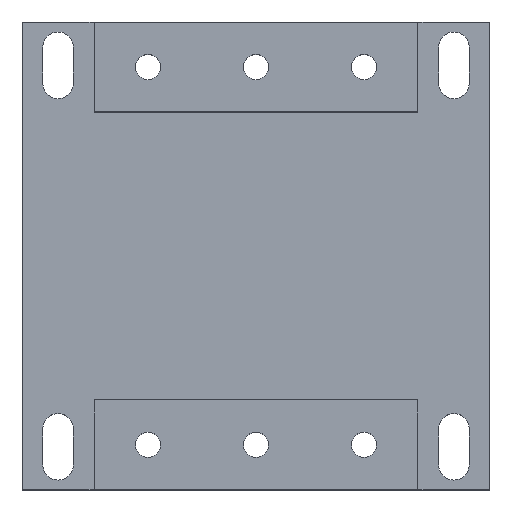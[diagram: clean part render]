
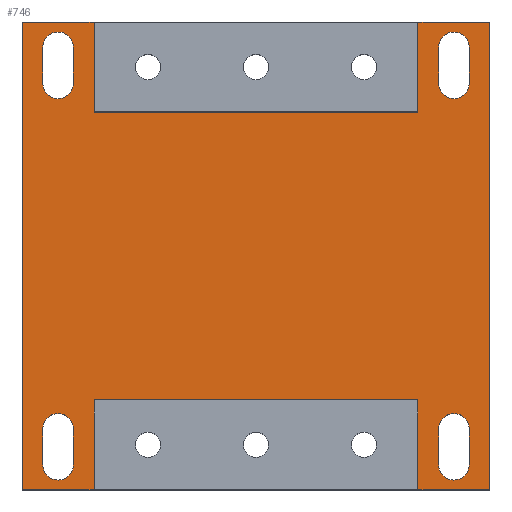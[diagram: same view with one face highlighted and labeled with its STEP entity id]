
A CAD part, top view. The second image highlights one B-rep face of the part: STEP entity #746.
In plain terms, the highlighted planar face has unit normal (0, 0, 1).
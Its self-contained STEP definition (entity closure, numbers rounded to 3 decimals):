
#15=FACE_BOUND('',#123,.T.);
#16=FACE_BOUND('',#124,.T.);
#17=FACE_BOUND('',#125,.T.);
#18=FACE_BOUND('',#126,.T.);
#36=CIRCLE('',#802,2.125);
#37=CIRCLE('',#805,2.125);
#38=CIRCLE('',#806,2.125);
#39=CIRCLE('',#807,2.125);
#40=CIRCLE('',#808,2.125);
#41=CIRCLE('',#809,2.125);
#42=CIRCLE('',#810,2.125);
#43=CIRCLE('',#811,2.125);
#86=FACE_OUTER_BOUND('',#122,.T.);
#122=EDGE_LOOP('',(#517,#518,#519,#520,#521,#522,#523,#524,#525,#526,#527,
#528));
#123=EDGE_LOOP('',(#529,#530,#531,#532));
#124=EDGE_LOOP('',(#533,#534,#535,#536));
#125=EDGE_LOOP('',(#537,#538,#539,#540));
#126=EDGE_LOOP('',(#541,#542,#543,#544));
#177=LINE('',#1093,#251);
#181=LINE('',#1105,#255);
#183=LINE('',#1110,#257);
#184=LINE('',#1112,#258);
#185=LINE('',#1114,#259);
#186=LINE('',#1116,#260);
#187=LINE('',#1118,#261);
#188=LINE('',#1120,#262);
#189=LINE('',#1122,#263);
#190=LINE('',#1124,#264);
#191=LINE('',#1126,#265);
#192=LINE('',#1128,#266);
#193=LINE('',#1130,#267);
#194=LINE('',#1131,#268);
#195=LINE('',#1135,#269);
#196=LINE('',#1139,#270);
#197=LINE('',#1143,#271);
#198=LINE('',#1147,#272);
#199=LINE('',#1151,#273);
#200=LINE('',#1155,#274);
#251=VECTOR('',#875,10.);
#255=VECTOR('',#887,10.);
#257=VECTOR('',#891,10.);
#258=VECTOR('',#892,10.);
#259=VECTOR('',#893,10.);
#260=VECTOR('',#894,10.);
#261=VECTOR('',#895,10.);
#262=VECTOR('',#896,10.);
#263=VECTOR('',#897,10.);
#264=VECTOR('',#898,10.);
#265=VECTOR('',#899,10.);
#266=VECTOR('',#900,10.);
#267=VECTOR('',#901,10.);
#268=VECTOR('',#902,10.);
#269=VECTOR('',#905,10.);
#270=VECTOR('',#908,10.);
#271=VECTOR('',#911,10.);
#272=VECTOR('',#914,10.);
#273=VECTOR('',#917,10.);
#274=VECTOR('',#920,10.);
#325=VERTEX_POINT('',#1090);
#326=VERTEX_POINT('',#1092);
#328=VERTEX_POINT('',#1098);
#330=VERTEX_POINT('',#1104);
#331=VERTEX_POINT('',#1108);
#332=VERTEX_POINT('',#1109);
#333=VERTEX_POINT('',#1111);
#334=VERTEX_POINT('',#1113);
#335=VERTEX_POINT('',#1115);
#336=VERTEX_POINT('',#1117);
#337=VERTEX_POINT('',#1119);
#338=VERTEX_POINT('',#1121);
#339=VERTEX_POINT('',#1123);
#340=VERTEX_POINT('',#1125);
#341=VERTEX_POINT('',#1127);
#342=VERTEX_POINT('',#1129);
#343=VERTEX_POINT('',#1133);
#344=VERTEX_POINT('',#1134);
#345=VERTEX_POINT('',#1136);
#346=VERTEX_POINT('',#1138);
#347=VERTEX_POINT('',#1141);
#348=VERTEX_POINT('',#1142);
#349=VERTEX_POINT('',#1144);
#350=VERTEX_POINT('',#1146);
#351=VERTEX_POINT('',#1149);
#352=VERTEX_POINT('',#1150);
#353=VERTEX_POINT('',#1152);
#354=VERTEX_POINT('',#1154);
#399=EDGE_CURVE('',#326,#325,#177,.T.);
#402=EDGE_CURVE('',#328,#326,#36,.T.);
#405=EDGE_CURVE('',#330,#328,#181,.T.);
#407=EDGE_CURVE('',#331,#332,#183,.T.);
#408=EDGE_CURVE('',#332,#333,#184,.T.);
#409=EDGE_CURVE('',#333,#334,#185,.T.);
#410=EDGE_CURVE('',#334,#335,#186,.T.);
#411=EDGE_CURVE('',#335,#336,#187,.T.);
#412=EDGE_CURVE('',#336,#337,#188,.T.);
#413=EDGE_CURVE('',#337,#338,#189,.T.);
#414=EDGE_CURVE('',#338,#339,#190,.T.);
#415=EDGE_CURVE('',#339,#340,#191,.T.);
#416=EDGE_CURVE('',#340,#341,#192,.T.);
#417=EDGE_CURVE('',#341,#342,#193,.T.);
#418=EDGE_CURVE('',#342,#331,#194,.T.);
#419=EDGE_CURVE('',#325,#330,#37,.T.);
#420=EDGE_CURVE('',#343,#344,#195,.T.);
#421=EDGE_CURVE('',#344,#345,#38,.T.);
#422=EDGE_CURVE('',#345,#346,#196,.T.);
#423=EDGE_CURVE('',#346,#343,#39,.T.);
#424=EDGE_CURVE('',#347,#348,#197,.T.);
#425=EDGE_CURVE('',#348,#349,#40,.T.);
#426=EDGE_CURVE('',#349,#350,#198,.T.);
#427=EDGE_CURVE('',#350,#347,#41,.T.);
#428=EDGE_CURVE('',#351,#352,#199,.T.);
#429=EDGE_CURVE('',#352,#353,#42,.T.);
#430=EDGE_CURVE('',#353,#354,#200,.T.);
#431=EDGE_CURVE('',#354,#351,#43,.T.);
#517=ORIENTED_EDGE('',*,*,#407,.T.);
#518=ORIENTED_EDGE('',*,*,#408,.T.);
#519=ORIENTED_EDGE('',*,*,#409,.T.);
#520=ORIENTED_EDGE('',*,*,#410,.T.);
#521=ORIENTED_EDGE('',*,*,#411,.T.);
#522=ORIENTED_EDGE('',*,*,#412,.T.);
#523=ORIENTED_EDGE('',*,*,#413,.T.);
#524=ORIENTED_EDGE('',*,*,#414,.T.);
#525=ORIENTED_EDGE('',*,*,#415,.T.);
#526=ORIENTED_EDGE('',*,*,#416,.T.);
#527=ORIENTED_EDGE('',*,*,#417,.T.);
#528=ORIENTED_EDGE('',*,*,#418,.T.);
#529=ORIENTED_EDGE('',*,*,#405,.T.);
#530=ORIENTED_EDGE('',*,*,#402,.T.);
#531=ORIENTED_EDGE('',*,*,#399,.T.);
#532=ORIENTED_EDGE('',*,*,#419,.T.);
#533=ORIENTED_EDGE('',*,*,#420,.T.);
#534=ORIENTED_EDGE('',*,*,#421,.T.);
#535=ORIENTED_EDGE('',*,*,#422,.T.);
#536=ORIENTED_EDGE('',*,*,#423,.T.);
#537=ORIENTED_EDGE('',*,*,#424,.T.);
#538=ORIENTED_EDGE('',*,*,#425,.T.);
#539=ORIENTED_EDGE('',*,*,#426,.T.);
#540=ORIENTED_EDGE('',*,*,#427,.T.);
#541=ORIENTED_EDGE('',*,*,#428,.T.);
#542=ORIENTED_EDGE('',*,*,#429,.T.);
#543=ORIENTED_EDGE('',*,*,#430,.T.);
#544=ORIENTED_EDGE('',*,*,#431,.T.);
#723=PLANE('',#804);
#746=ADVANCED_FACE('',(#86,#15,#16,#17,#18),#723,.T.);
#802=AXIS2_PLACEMENT_3D('',#1099,#881,#882);
#804=AXIS2_PLACEMENT_3D('',#1107,#889,#890);
#805=AXIS2_PLACEMENT_3D('',#1132,#903,#904);
#806=AXIS2_PLACEMENT_3D('',#1137,#906,#907);
#807=AXIS2_PLACEMENT_3D('',#1140,#909,#910);
#808=AXIS2_PLACEMENT_3D('',#1145,#912,#913);
#809=AXIS2_PLACEMENT_3D('',#1148,#915,#916);
#810=AXIS2_PLACEMENT_3D('',#1153,#918,#919);
#811=AXIS2_PLACEMENT_3D('',#1156,#921,#922);
#875=DIRECTION('',(0.,-1.,0.));
#881=DIRECTION('center_axis',(0.,0.,-1.));
#882=DIRECTION('ref_axis',(-1.,0.,0.));
#887=DIRECTION('',(0.,1.,0.));
#889=DIRECTION('center_axis',(0.,0.,1.));
#890=DIRECTION('ref_axis',(1.,0.,0.));
#891=DIRECTION('',(0.,-1.,0.));
#892=DIRECTION('',(-1.,0.,0.));
#893=DIRECTION('',(0.,1.,0.));
#894=DIRECTION('',(-1.,0.,0.));
#895=DIRECTION('',(0.,-1.,0.));
#896=DIRECTION('',(1.,0.,0.));
#897=DIRECTION('',(0.,1.,0.));
#898=DIRECTION('',(1.,0.,0.));
#899=DIRECTION('',(0.,-1.,0.));
#900=DIRECTION('',(1.,0.,0.));
#901=DIRECTION('',(0.,1.,0.));
#902=DIRECTION('',(-1.,0.,0.));
#903=DIRECTION('center_axis',(0.,0.,-1.));
#904=DIRECTION('ref_axis',(1.,0.,0.));
#905=DIRECTION('',(0.,1.,0.));
#906=DIRECTION('center_axis',(0.,0.,-1.));
#907=DIRECTION('ref_axis',(1.,0.,0.));
#908=DIRECTION('',(0.,-1.,0.));
#909=DIRECTION('center_axis',(0.,0.,-1.));
#910=DIRECTION('ref_axis',(1.,0.,0.));
#911=DIRECTION('',(0.,-1.,0.));
#912=DIRECTION('center_axis',(0.,0.,-1.));
#913=DIRECTION('ref_axis',(1.,0.,0.));
#914=DIRECTION('',(0.,1.,0.));
#915=DIRECTION('center_axis',(0.,0.,-1.));
#916=DIRECTION('ref_axis',(1.,0.,0.));
#917=DIRECTION('',(0.,1.,0.));
#918=DIRECTION('center_axis',(0.,0.,-1.));
#919=DIRECTION('ref_axis',(1.,0.,0.));
#920=DIRECTION('',(0.,-1.,0.));
#921=DIRECTION('center_axis',(0.,0.,-1.));
#922=DIRECTION('ref_axis',(-1.,0.,0.));
#1090=CARTESIAN_POINT('',(29.625,-29.,3.));
#1092=CARTESIAN_POINT('',(29.625,-24.,3.));
#1093=CARTESIAN_POINT('',(29.625,-12.,3.));
#1098=CARTESIAN_POINT('',(25.375,-24.,3.));
#1099=CARTESIAN_POINT('Origin',(27.5,-24.,3.));
#1104=CARTESIAN_POINT('',(25.375,-29.,3.));
#1105=CARTESIAN_POINT('',(25.375,-14.5,3.));
#1107=CARTESIAN_POINT('Origin',(0.,0.,3.));
#1108=CARTESIAN_POINT('',(22.5,32.5,3.));
#1109=CARTESIAN_POINT('',(22.5,20.,3.));
#1110=CARTESIAN_POINT('',(22.5,10.,3.));
#1111=CARTESIAN_POINT('',(-22.5,20.,3.));
#1112=CARTESIAN_POINT('',(-11.25,20.,3.));
#1113=CARTESIAN_POINT('',(-22.5,32.5,3.));
#1114=CARTESIAN_POINT('',(-22.5,16.25,3.));
#1115=CARTESIAN_POINT('',(-32.5,32.5,3.));
#1116=CARTESIAN_POINT('',(32.5,32.5,3.));
#1117=CARTESIAN_POINT('',(-32.5,-32.5,3.));
#1118=CARTESIAN_POINT('',(-32.5,32.5,3.));
#1119=CARTESIAN_POINT('',(-22.5,-32.5,3.));
#1120=CARTESIAN_POINT('',(-32.5,-32.5,3.));
#1121=CARTESIAN_POINT('',(-22.5,-20.,3.));
#1122=CARTESIAN_POINT('',(-22.5,-10.,3.));
#1123=CARTESIAN_POINT('',(22.5,-20.,3.));
#1124=CARTESIAN_POINT('',(11.25,-20.,3.));
#1125=CARTESIAN_POINT('',(22.5,-32.5,3.));
#1126=CARTESIAN_POINT('',(22.5,-16.25,3.));
#1127=CARTESIAN_POINT('',(32.5,-32.5,3.));
#1128=CARTESIAN_POINT('',(-32.5,-32.5,3.));
#1129=CARTESIAN_POINT('',(32.5,32.5,3.));
#1130=CARTESIAN_POINT('',(32.5,-32.5,3.));
#1131=CARTESIAN_POINT('',(32.5,32.5,3.));
#1132=CARTESIAN_POINT('Origin',(27.5,-29.,3.));
#1133=CARTESIAN_POINT('',(-29.625,24.,3.));
#1134=CARTESIAN_POINT('',(-29.625,29.,3.));
#1135=CARTESIAN_POINT('',(-29.625,12.,3.));
#1136=CARTESIAN_POINT('',(-25.375,29.,3.));
#1137=CARTESIAN_POINT('Origin',(-27.5,29.,3.));
#1138=CARTESIAN_POINT('',(-25.375,24.,3.));
#1139=CARTESIAN_POINT('',(-25.375,14.5,3.));
#1140=CARTESIAN_POINT('Origin',(-27.5,24.,3.));
#1141=CARTESIAN_POINT('',(-25.375,-24.,3.));
#1142=CARTESIAN_POINT('',(-25.375,-29.,3.));
#1143=CARTESIAN_POINT('',(-25.375,-14.5,3.));
#1144=CARTESIAN_POINT('',(-29.625,-29.,3.));
#1145=CARTESIAN_POINT('Origin',(-27.5,-29.,3.));
#1146=CARTESIAN_POINT('',(-29.625,-24.,3.));
#1147=CARTESIAN_POINT('',(-29.625,-12.,3.));
#1148=CARTESIAN_POINT('Origin',(-27.5,-24.,3.));
#1149=CARTESIAN_POINT('',(25.375,24.,3.));
#1150=CARTESIAN_POINT('',(25.375,29.,3.));
#1151=CARTESIAN_POINT('',(25.375,14.5,3.));
#1152=CARTESIAN_POINT('',(29.625,29.,3.));
#1153=CARTESIAN_POINT('Origin',(27.5,29.,3.));
#1154=CARTESIAN_POINT('',(29.625,24.,3.));
#1155=CARTESIAN_POINT('',(29.625,12.,3.));
#1156=CARTESIAN_POINT('Origin',(27.5,24.,3.));
